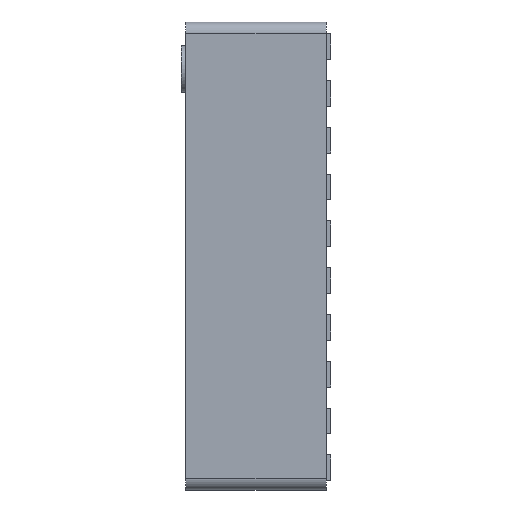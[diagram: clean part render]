
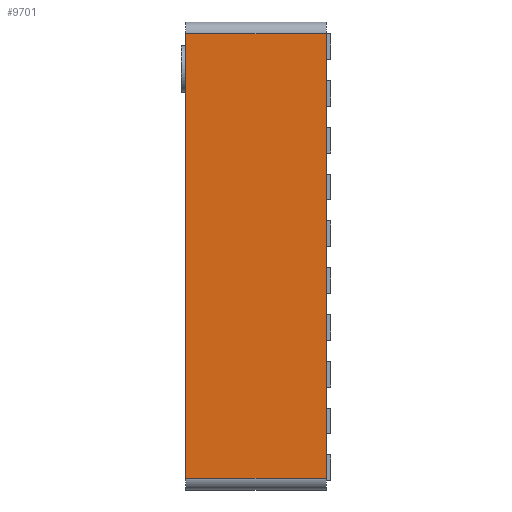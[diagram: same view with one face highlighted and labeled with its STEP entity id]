
A CAD part, left-side view. The second image highlights one B-rep face of the part: STEP entity #9701.
In plain terms, the highlighted planar face has unit normal (-1, 0, 0).
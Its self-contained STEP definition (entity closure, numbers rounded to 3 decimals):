
#633=FACE_OUTER_BOUND('',#1145,.T.);
#1145=EDGE_LOOP('',(#7743,#7744,#7745,#7746));
#2457=LINE('',#15031,#3674);
#2458=LINE('',#15034,#3675);
#2459=LINE('',#15036,#3676);
#2460=LINE('',#15037,#3677);
#3674=VECTOR('',#12470,10.);
#3675=VECTOR('',#12473,10.);
#3676=VECTOR('',#12474,10.);
#3677=VECTOR('',#12475,10.);
#4491=VERTEX_POINT('',#15024);
#4494=VERTEX_POINT('',#15029);
#4495=VERTEX_POINT('',#15033);
#4496=VERTEX_POINT('',#15035);
#5713=EDGE_CURVE('',#4494,#4491,#2457,.T.);
#5714=EDGE_CURVE('',#4495,#4494,#2458,.T.);
#5715=EDGE_CURVE('',#4496,#4495,#2459,.T.);
#5716=EDGE_CURVE('',#4491,#4496,#2460,.T.);
#7743=ORIENTED_EDGE('',*,*,#5713,.F.);
#7744=ORIENTED_EDGE('',*,*,#5714,.F.);
#7745=ORIENTED_EDGE('',*,*,#5715,.F.);
#7746=ORIENTED_EDGE('',*,*,#5716,.F.);
#8689=PLANE('',#10237);
#9701=ADVANCED_FACE('',(#633),#8689,.T.);
#10237=AXIS2_PLACEMENT_3D('',#15032,#12471,#12472);
#12470=DIRECTION('',(0.,1.,0.));
#12471=DIRECTION('center_axis',(-1.,0.,0.));
#12472=DIRECTION('ref_axis',(0.,0.,1.));
#12473=DIRECTION('',(0.,0.,-1.));
#12474=DIRECTION('',(0.,-1.,0.));
#12475=DIRECTION('',(0.,0.,1.));
#15024=CARTESIAN_POINT('',(-10.,3.,-9.75));
#15029=CARTESIAN_POINT('',(-10.,0.,-9.75));
#15031=CARTESIAN_POINT('',(-10.,0.,-9.75));
#15032=CARTESIAN_POINT('Origin',(-10.,0.,-10.));
#15033=CARTESIAN_POINT('',(-10.,0.,-0.25));
#15034=CARTESIAN_POINT('',(-10.,0.,0.));
#15035=CARTESIAN_POINT('',(-10.,3.,-0.25));
#15036=CARTESIAN_POINT('',(-10.,0.,-0.25));
#15037=CARTESIAN_POINT('',(-10.,3.,0.));
